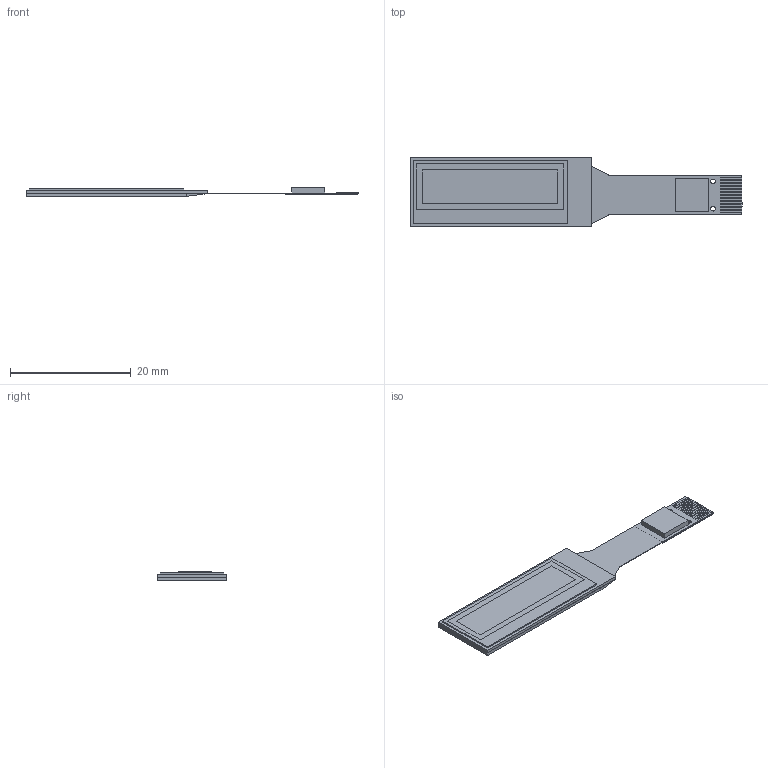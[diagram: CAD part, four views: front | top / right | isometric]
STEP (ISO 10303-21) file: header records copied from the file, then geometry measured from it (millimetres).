
FILE_DESCRIPTION (( 'STEP AP214' ), '1' );
FILE_NAME ('CFAL12832C-0091B-W.STEP', '2020-02-13T19:23:20', ( '' ), ( '' ), 'SwSTEP 2.0', 'SolidWorks 2015', '' );
FILE_SCHEMA (( 'AUTOMOTIVE_DESIGN' ));
Length unit declared in the file: millimetre
Products named in the file (1): CFAL12832C-0091B-W
Bounding box: 55 x 11.5 x 1.45 mm (x, y, z)
Volume: 469.3 mm3; surface area: 2010.9 mm2
Topology: 5 solids, 5 shells, 102 faces, 272 edges, 184 vertices
Faces by surface type: plane 92, cylinder 10
Entity records: 4348 total; most frequent: CARTESIAN_POINT 559, ORIENTED_EDGE 544, DIRECTION 498, EDGE_CURVE 272, LINE 252, VECTOR 252, VERTEX_POINT 184, AXIS2_PLACEMENT_3D 123
